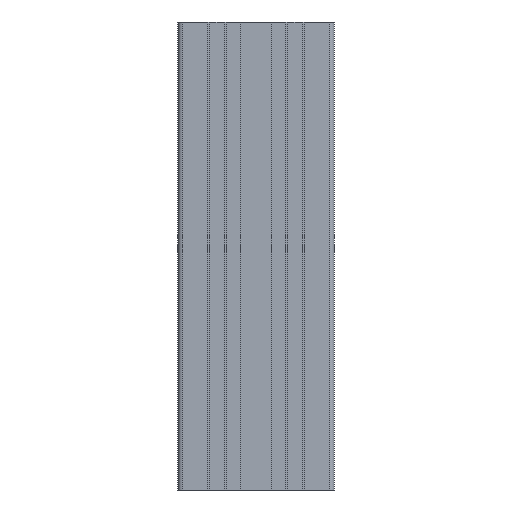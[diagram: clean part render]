
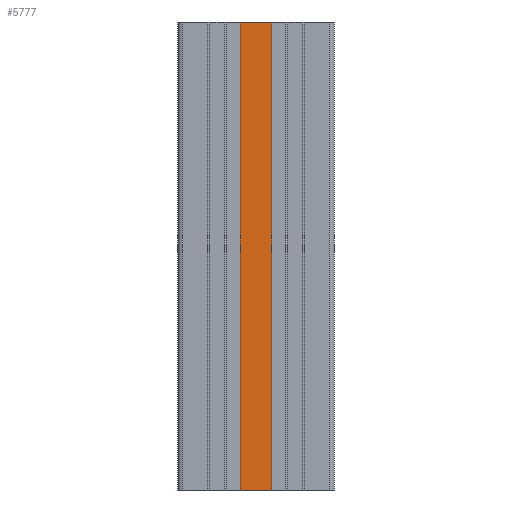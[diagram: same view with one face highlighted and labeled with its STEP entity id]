
A CAD part, left-side view. The second image highlights one B-rep face of the part: STEP entity #5777.
In plain terms, the highlighted planar face has unit normal (-1, 0, 0).
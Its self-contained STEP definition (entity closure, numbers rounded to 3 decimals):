
#648 = CARTESIAN_POINT ( 'NONE',  ( -24., 35., 0. ) ) ;
#787 = DIRECTION ( 'NONE',  ( 0., -1., 0. ) ) ;
#866 = EDGE_CURVE ( 'NONE', #4986, #3867, #5242, .T. ) ;
#1086 = EDGE_LOOP ( 'NONE', ( #4250, #6826, #8617, #2691 ) ) ;
#1236 = CARTESIAN_POINT ( 'NONE',  ( -24., 35., 300. ) ) ;
#1290 = VECTOR ( 'NONE', #7383, 1000. ) ;
#1338 = CARTESIAN_POINT ( 'NONE',  ( -24., 15., 300. ) ) ;
#1881 = FACE_OUTER_BOUND ( 'NONE', #1086, .T. ) ;
#2365 = VERTEX_POINT ( 'NONE', #648 ) ;
#2508 = EDGE_CURVE ( 'NONE', #7509, #2365, #2848, .T. ) ;
#2568 = DIRECTION ( 'NONE',  ( 0., 0., -1. ) ) ;
#2691 = ORIENTED_EDGE ( 'NONE', *, *, #2508, .T. ) ;
#2848 = LINE ( 'NONE', #5602, #3354 ) ;
#3083 = LINE ( 'NONE', #5201, #1290 ) ;
#3354 = VECTOR ( 'NONE', #4197, 1000. ) ;
#3590 = VECTOR ( 'NONE', #787, 1000. ) ;
#3867 = VERTEX_POINT ( 'NONE', #8287 ) ;
#4197 = DIRECTION ( 'NONE',  ( 0., 0., -1. ) ) ;
#4202 = LINE ( 'NONE', #6970, #3590 ) ;
#4250 = ORIENTED_EDGE ( 'NONE', *, *, #8641, .T. ) ;
#4986 = VERTEX_POINT ( 'NONE', #8473 ) ;
#5201 = CARTESIAN_POINT ( 'NONE',  ( -24., 15., 300. ) ) ;
#5242 = LINE ( 'NONE', #6604, #8104 ) ;
#5602 = CARTESIAN_POINT ( 'NONE',  ( -24., 35., 300. ) ) ;
#5777 = ADVANCED_FACE ( 'NONE', ( #1881 ), #7404, .F. ) ;
#6033 = DIRECTION ( 'NONE',  ( 1., 0., 0. ) ) ;
#6604 = CARTESIAN_POINT ( 'NONE',  ( -24., 15., 300. ) ) ;
#6677 = DIRECTION ( 'NONE',  ( 0., 1., 0. ) ) ;
#6826 = ORIENTED_EDGE ( 'NONE', *, *, #866, .F. ) ;
#6970 = CARTESIAN_POINT ( 'NONE',  ( -24., 15., 0. ) ) ;
#7383 = DIRECTION ( 'NONE',  ( 0., -1., 0. ) ) ;
#7404 = PLANE ( 'NONE',  #8469 ) ;
#7509 = VERTEX_POINT ( 'NONE', #1236 ) ;
#8104 = VECTOR ( 'NONE', #2568, 1000. ) ;
#8287 = CARTESIAN_POINT ( 'NONE',  ( -24., 15., 0. ) ) ;
#8469 = AXIS2_PLACEMENT_3D ( 'NONE', #1338, #6033, #6677 ) ;
#8473 = CARTESIAN_POINT ( 'NONE',  ( -24., 15., 300. ) ) ;
#8617 = ORIENTED_EDGE ( 'NONE', *, *, #8793, .F. ) ;
#8641 = EDGE_CURVE ( 'NONE', #2365, #3867, #4202, .T. ) ;
#8793 = EDGE_CURVE ( 'NONE', #7509, #4986, #3083, .T. ) ;
